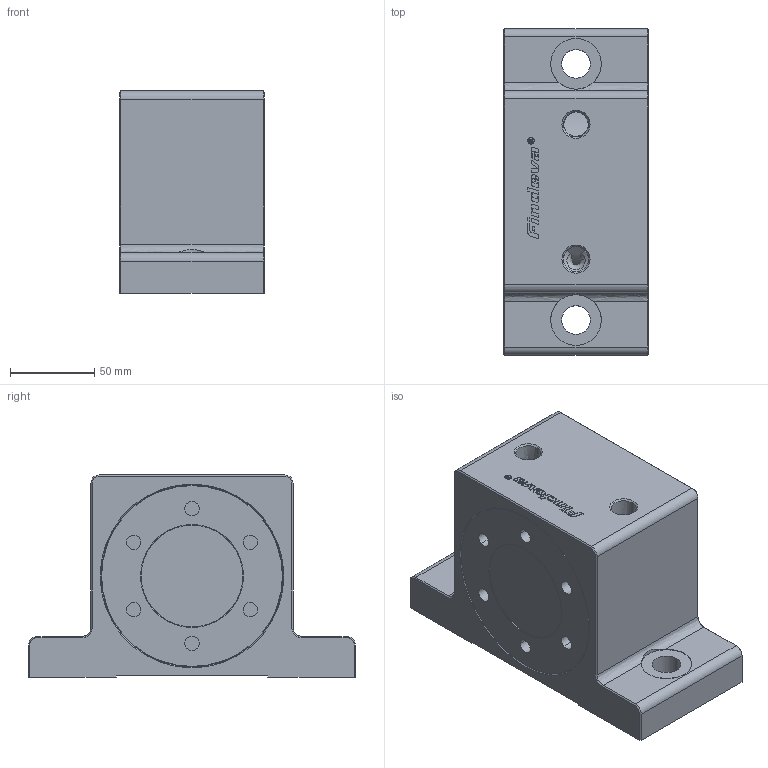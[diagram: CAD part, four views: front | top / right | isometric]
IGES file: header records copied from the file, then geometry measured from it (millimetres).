
Global section: file name: No Iges File Name specified; native system: Autodesk Inventor 2011; preprocessor: AutoDesk Inventor Iges Exporter R2011; author: Petr; date: 20120329.104652; units: millimetre
Bounding box: 86 x 194 x 120 mm (x, y, z)
Volume: 1350159.5 mm3; surface area: 103507.2 mm2
Topology: 1 solids, 3 shells, 321 faces, 806 edges, 529 vertices
Faces by surface type: plane 176, bspline 62, revolution 53, cylinder 18, cone 12
